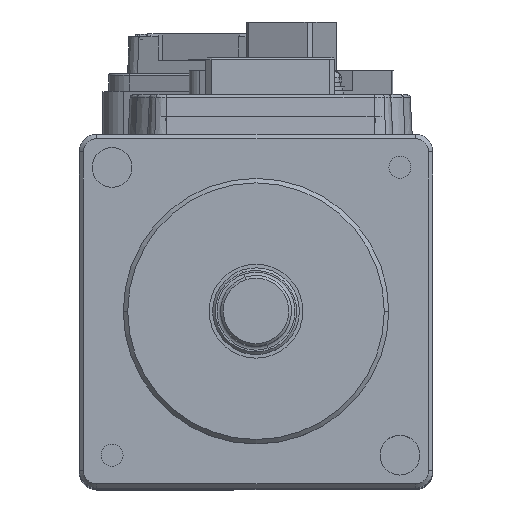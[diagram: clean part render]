
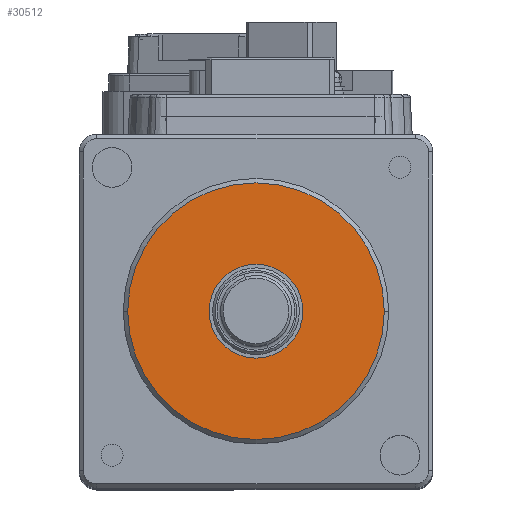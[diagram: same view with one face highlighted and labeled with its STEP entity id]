
A CAD part, top view. The second image highlights one B-rep face of the part: STEP entity #30512.
In plain terms, the highlighted planar face has unit normal (0, 0, 1).
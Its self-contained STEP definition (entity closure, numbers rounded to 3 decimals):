
#738 = EDGE_CURVE ( 'NONE', #38514, #38562, #24845, .T. ) ;
#792 = EDGE_CURVE ( 'NONE', #38467, #38422, #24917, .T. ) ;
#3458 = CARTESIAN_POINT ( 'NONE',  ( 5.3, 0., 27.5 ) ) ;
#3521 = CARTESIAN_POINT ( 'NONE',  ( -5.3, 0., 27.5 ) ) ;
#3596 = CARTESIAN_POINT ( 'NONE',  ( 14.5, 0., 27.5 ) ) ;
#3633 = CARTESIAN_POINT ( 'NONE',  ( -14.5, 0., 27.5 ) ) ;
#3966 = PLANE ( 'NONE',  #68389 ) ;
#3976 = FACE_OUTER_BOUND ( 'NONE', #26984, .T. ) ;
#3978 = FACE_BOUND ( 'NONE', #26986, .T. ) ;
#4006 = DIRECTION ( 'NONE',  ( 1., 0., 0. ) ) ;
#4020 = DIRECTION ( 'NONE',  ( 0., 0., 1. ) ) ;
#4024 = CARTESIAN_POINT ( 'NONE',  ( 0., -44.141, 27.5 ) ) ;
#24845 = CIRCLE ( 'NONE', #24874, 14.5 ) ;
#24874 = AXIS2_PLACEMENT_3D ( 'NONE', #33061, #33069, #33052 ) ;
#24917 = CIRCLE ( 'NONE', #24932, 5.3 ) ;
#24932 = AXIS2_PLACEMENT_3D ( 'NONE', #33185, #33176, #33207 ) ;
#26984 = EDGE_LOOP ( 'NONE', ( #37485, #37433 ) ) ;
#26986 = EDGE_LOOP ( 'NONE', ( #37499, #37474 ) ) ;
#30512 = ADVANCED_FACE ( 'NONE', ( #3976, #3978 ), #3966, .T. ) ;
#30757 = DIRECTION ( 'NONE',  ( 0., 0., 1. ) ) ;
#30761 = CARTESIAN_POINT ( 'NONE',  ( 0., 0., 27.5 ) ) ;
#30762 = DIRECTION ( 'NONE',  ( 0., 0., 1. ) ) ;
#30778 = DIRECTION ( 'NONE',  ( 1., 0., 0. ) ) ;
#30780 = DIRECTION ( 'NONE',  ( 1., 0., 0. ) ) ;
#30784 = CARTESIAN_POINT ( 'NONE',  ( 0., 0., 27.5 ) ) ;
#32161 = CIRCLE ( 'NONE', #32197, 5.3 ) ;
#32197 = AXIS2_PLACEMENT_3D ( 'NONE', #30784, #30757, #30778 ) ;
#32241 = AXIS2_PLACEMENT_3D ( 'NONE', #30761, #30762, #30780 ) ;
#32248 = CIRCLE ( 'NONE', #32241, 14.5 ) ;
#33052 = DIRECTION ( 'NONE',  ( 1., 0., 0. ) ) ;
#33061 = CARTESIAN_POINT ( 'NONE',  ( 0., 0., 27.5 ) ) ;
#33069 = DIRECTION ( 'NONE',  ( 0., 0., 1. ) ) ;
#33176 = DIRECTION ( 'NONE',  ( 0., 0., 1. ) ) ;
#33185 = CARTESIAN_POINT ( 'NONE',  ( 0., 0., 27.5 ) ) ;
#33207 = DIRECTION ( 'NONE',  ( 1., 0., 0. ) ) ;
#37433 = ORIENTED_EDGE ( 'NONE', *, *, #738, .T. ) ;
#37474 = ORIENTED_EDGE ( 'NONE', *, *, #44528, .F. ) ;
#37485 = ORIENTED_EDGE ( 'NONE', *, *, #44531, .T. ) ;
#37499 = ORIENTED_EDGE ( 'NONE', *, *, #792, .F. ) ;
#38422 = VERTEX_POINT ( 'NONE', #3521 ) ;
#38467 = VERTEX_POINT ( 'NONE', #3458 ) ;
#38514 = VERTEX_POINT ( 'NONE', #3596 ) ;
#38562 = VERTEX_POINT ( 'NONE', #3633 ) ;
#44528 = EDGE_CURVE ( 'NONE', #38422, #38467, #32161, .T. ) ;
#44531 = EDGE_CURVE ( 'NONE', #38562, #38514, #32248, .T. ) ;
#68389 = AXIS2_PLACEMENT_3D ( 'NONE', #4024, #4020, #4006 ) ;
